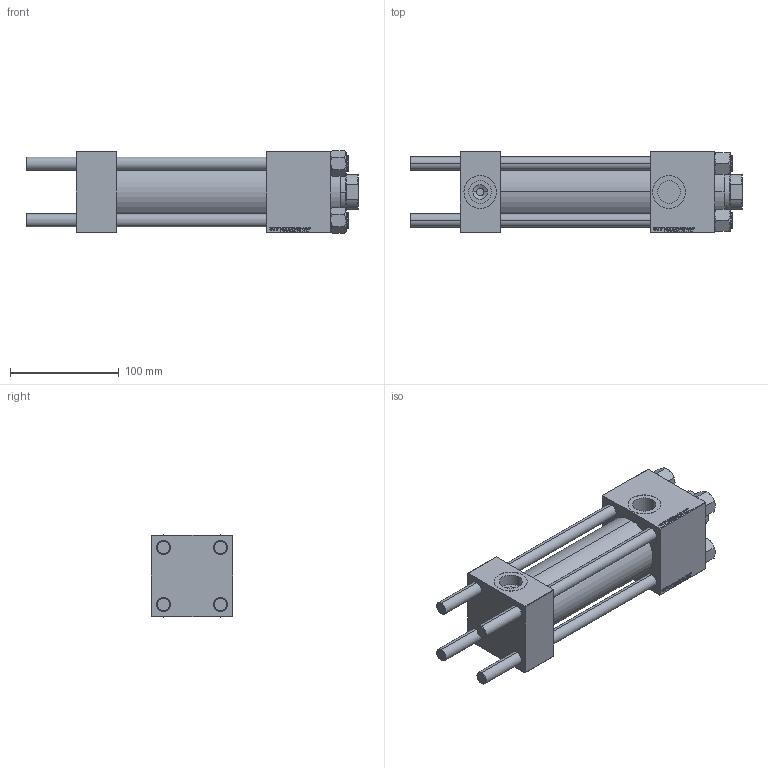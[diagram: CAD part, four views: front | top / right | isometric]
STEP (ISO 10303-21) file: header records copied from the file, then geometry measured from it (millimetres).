
FILE_DESCRIPTION (( 'STEP AP203' ), '1' );
FILE_NAME ('af51.STEP', '2023-08-26T16:07:57', ( '' ), ( '' ), 'SwSTEP 2.0', 'SolidWorks 2019', '' );
FILE_SCHEMA (( 'CONFIG_CONTROL_DESIGN' ));
Length unit declared in the file: millimetre
Products named in the file (6): V215CR_BODY_A 86ce727571dfed9de8ea24a54a0dd36c; V215CR_VCP 86ce727571dfed9de8ea24a54a0dd36c; af51; NUT_M5 86ce727571dfed9de8ea24a54a0dd36c; CR025_012_A_0_G_A_G_M_020_+#_##_TYCINKA 86ce727571dfed9de8ea24a54a0dd36c; V215_VC_A 86ce727571dfed9de8ea24a54a0dd36c
Assembly tree (11 placements, depth 2):
  af51
    V215CR_BODY_A 86ce727571dfed9de8ea24a54a0dd36c
    CR025_012_A_0_G_A_G_M_020_+#_##_TYCINKA 86ce727571dfed9de8ea24a54a0dd36c  x4
    NUT_M5 86ce727571dfed9de8ea24a54a0dd36c  x4
    V215CR_VCP 86ce727571dfed9de8ea24a54a0dd36c
    V215_VC_A 86ce727571dfed9de8ea24a54a0dd36c
Bounding box: 305 x 75 x 75.54 mm (x, y, z)
Volume: 876751.6 mm3; surface area: 219698.9 mm2
Topology: 11 solids, 11 shells, 1134 faces, 2846 edges, 1847 vertices
Faces by surface type: plane 520, bspline 392, cone 136, cylinder 78, torus 8
Entity records: 49766 total; most frequent: CARTESIAN_POINT 26948, ORIENTED_EDGE 5184, DIRECTION 3238, EDGE_CURVE 2592, VERTEX_POINT 1703, VECTOR 1580, LINE 1580, EDGE_LOOP 1143
